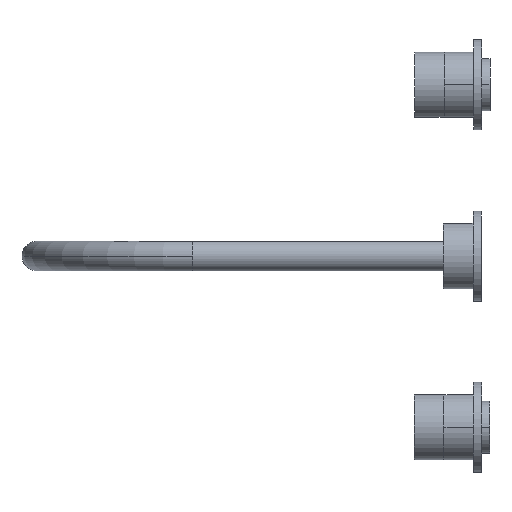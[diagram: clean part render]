
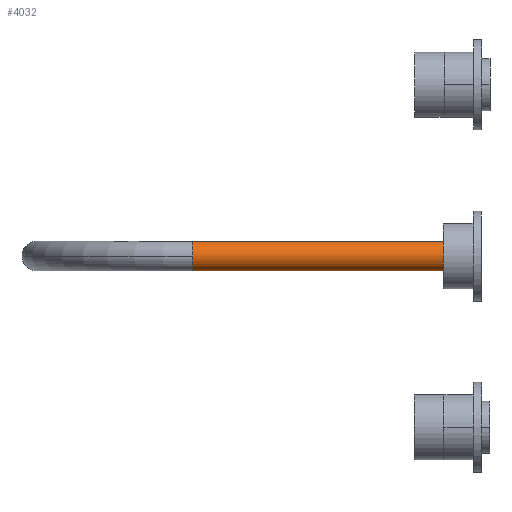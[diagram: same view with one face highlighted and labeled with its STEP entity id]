
A CAD part, left-side view. The second image highlights one B-rep face of the part: STEP entity #4032.
In plain terms, the highlighted cylindrical face has radius 9 mm (diameter 18 mm), a partial arc.
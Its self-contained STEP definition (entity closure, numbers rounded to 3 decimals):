
#99 = ORIENTED_EDGE ( 'NONE', *, *, #2494, .T. ) ;
#264 = VERTEX_POINT ( 'NONE', #3288 ) ;
#293 = VERTEX_POINT ( 'NONE', #1935 ) ;
#386 = DIRECTION ( 'NONE',  ( 1., 0., 0. ) ) ;
#388 = CYLINDRICAL_SURFACE ( 'NONE', #4059, 9. ) ;
#403 = AXIS2_PLACEMENT_3D ( 'NONE', #2244, #4014, #439 ) ;
#413 = DIRECTION ( 'NONE',  ( 0., 0., 1. ) ) ;
#428 = CARTESIAN_POINT ( 'NONE',  ( -0.975, 19.33, 45.9 ) ) ;
#439 = DIRECTION ( 'NONE',  ( 1., 0., 0. ) ) ;
#459 = LINE ( 'NONE', #2240, #4007 ) ;
#658 = CARTESIAN_POINT ( 'NONE',  ( -0.982, 19.33, 63.9 ) ) ;
#691 = CARTESIAN_POINT ( 'NONE',  ( -0.979, 19.33, 54.9 ) ) ;
#935 = CIRCLE ( 'NONE', #2576, 9. ) ;
#1008 = CARTESIAN_POINT ( 'NONE',  ( -0.982, 174.34, 63.9 ) ) ;
#1176 = VERTEX_POINT ( 'NONE', #428 ) ;
#1602 = CARTESIAN_POINT ( 'NONE',  ( -0.979, 174.34, 54.9 ) ) ;
#1694 = CIRCLE ( 'NONE', #403, 9. ) ;
#1791 = ORIENTED_EDGE ( 'NONE', *, *, #3309, .T. ) ;
#1935 = CARTESIAN_POINT ( 'NONE',  ( -0.982, 19.33, 63.9 ) ) ;
#2023 = DIRECTION ( 'NONE',  ( 1., 0., 0. ) ) ;
#2083 = ORIENTED_EDGE ( 'NONE', *, *, #2986, .F. ) ;
#2160 = DIRECTION ( 'NONE',  ( 0., 1., 0. ) ) ;
#2240 = CARTESIAN_POINT ( 'NONE',  ( -0.975, 19.33, 45.9 ) ) ;
#2244 = CARTESIAN_POINT ( 'NONE',  ( -0.979, 19.33, 54.9 ) ) ;
#2318 = CIRCLE ( 'NONE', #3165, 9. ) ;
#2350 = EDGE_CURVE ( 'NONE', #264, #3294, #2318, .T. ) ;
#2482 = LINE ( 'NONE', #658, #3372 ) ;
#2494 = EDGE_CURVE ( 'NONE', #1176, #293, #1694, .T. ) ;
#2576 = AXIS2_PLACEMENT_3D ( 'NONE', #1602, #4658, #2023 ) ;
#2986 = EDGE_CURVE ( 'NONE', #4428, #264, #935, .T. ) ;
#3067 = DIRECTION ( 'NONE',  ( 0., 1., 0. ) ) ;
#3129 = EDGE_LOOP ( 'NONE', ( #4133, #99, #1791, #4157, #2083 ) ) ;
#3165 = AXIS2_PLACEMENT_3D ( 'NONE', #5623, #3067, #386 ) ;
#3288 = CARTESIAN_POINT ( 'NONE',  ( -9.979, 174.34, 54.897 ) ) ;
#3294 = VERTEX_POINT ( 'NONE', #1008 ) ;
#3309 = EDGE_CURVE ( 'NONE', #293, #3294, #2482, .T. ) ;
#3372 = VECTOR ( 'NONE', #2160, 1000. ) ;
#3500 = EDGE_CURVE ( 'NONE', #1176, #4428, #459, .T. ) ;
#4007 = VECTOR ( 'NONE', #5334, 1000. ) ;
#4014 = DIRECTION ( 'NONE',  ( 0., 1., 0. ) ) ;
#4032 = ADVANCED_FACE ( 'NONE', ( #5185 ), #388, .T. ) ;
#4059 = AXIS2_PLACEMENT_3D ( 'NONE', #691, #4270, #413 ) ;
#4133 = ORIENTED_EDGE ( 'NONE', *, *, #3500, .F. ) ;
#4157 = ORIENTED_EDGE ( 'NONE', *, *, #2350, .F. ) ;
#4270 = DIRECTION ( 'NONE',  ( 0., 1., 0. ) ) ;
#4428 = VERTEX_POINT ( 'NONE', #4768 ) ;
#4658 = DIRECTION ( 'NONE',  ( 0., 1., 0. ) ) ;
#4768 = CARTESIAN_POINT ( 'NONE',  ( -0.975, 174.34, 45.9 ) ) ;
#5185 = FACE_OUTER_BOUND ( 'NONE', #3129, .T. ) ;
#5334 = DIRECTION ( 'NONE',  ( 0., 1., 0. ) ) ;
#5623 = CARTESIAN_POINT ( 'NONE',  ( -0.979, 174.34, 54.9 ) ) ;
